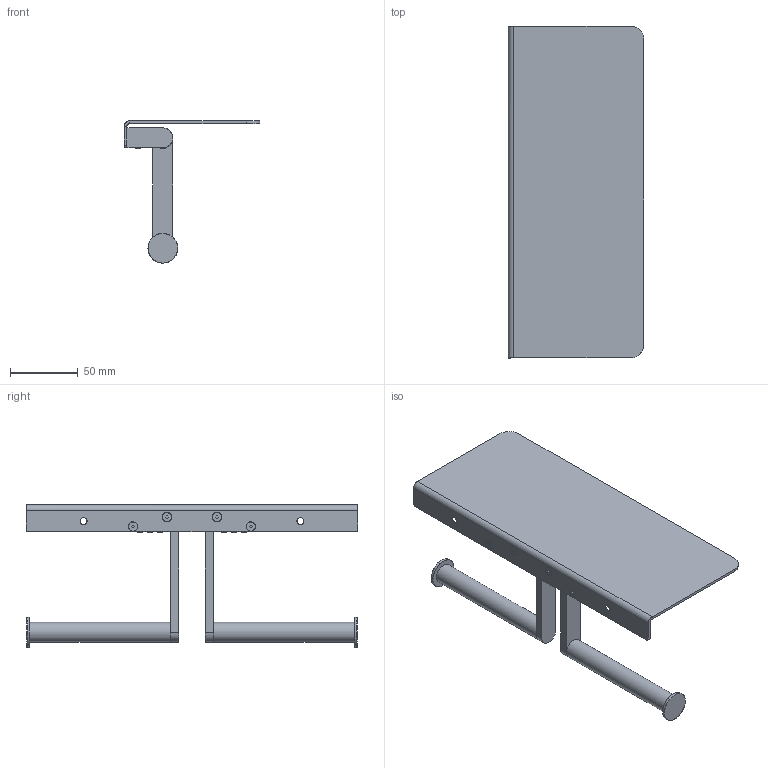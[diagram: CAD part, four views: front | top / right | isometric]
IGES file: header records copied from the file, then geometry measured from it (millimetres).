
Global section: file name: 3D_ON-388_B; native system: Autodesk Inventor 2026; preprocessor: unknown; author: techniker; date: 20251023.144528; units: millimetre
Bounding box: 100 x 245 x 104.98 mm (x, y, z)
Volume: 133692.8 mm3; surface area: 97983.7 mm2
Topology: 27 solids, 27 shells, 398 faces, 994 edges, 654 vertices
Faces by surface type: bspline 398
